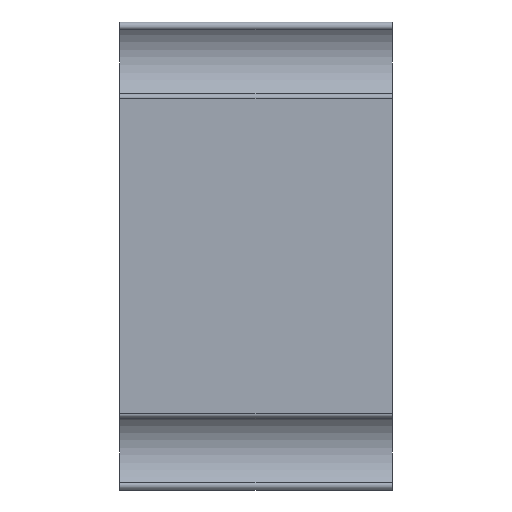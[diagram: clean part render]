
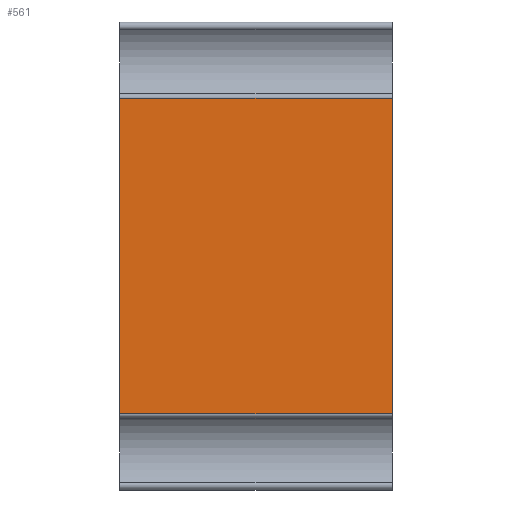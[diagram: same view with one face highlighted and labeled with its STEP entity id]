
A CAD part, front view. The second image highlights one B-rep face of the part: STEP entity #561.
In plain terms, the highlighted planar face has unit normal (0, -1, 0).
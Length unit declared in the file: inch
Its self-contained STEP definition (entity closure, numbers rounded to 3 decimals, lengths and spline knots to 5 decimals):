
#38 = DIRECTION ( 'NONE',  ( -1., 0., 0. ) ) ;
#40 = DIRECTION ( 'NONE',  ( 0., 0., -1. ) ) ;
#48 = CARTESIAN_POINT ( 'NONE',  ( 1.29, -1.105, -0.74653 ) ) ;
#80 = DIRECTION ( 'NONE',  ( -1., 0., 0. ) ) ;
#99 = VERTEX_POINT ( 'NONE', #48 ) ;
#128 = EDGE_CURVE ( 'NONE', #240, #172, #725, .T. ) ;
#172 = VERTEX_POINT ( 'NONE', #1162 ) ;
#181 = CARTESIAN_POINT ( 'NONE',  ( 0., -1.105, 0.74653 ) ) ;
#184 = CARTESIAN_POINT ( 'NONE',  ( 1.29, -1.105, -0.74653 ) ) ;
#196 = EDGE_CURVE ( 'NONE', #99, #422, #282, .T. ) ;
#197 = ORIENTED_EDGE ( 'NONE', *, *, #1197, .F. ) ;
#238 = LINE ( 'NONE', #927, #719 ) ;
#240 = VERTEX_POINT ( 'NONE', #1175 ) ;
#282 = LINE ( 'NONE', #184, #606 ) ;
#289 = CARTESIAN_POINT ( 'NONE',  ( 0., -1.105, -0.74653 ) ) ;
#321 = ORIENTED_EDGE ( 'NONE', *, *, #128, .T. ) ;
#422 = VERTEX_POINT ( 'NONE', #289 ) ;
#438 = PLANE ( 'NONE',  #1135 ) ;
#449 = FACE_OUTER_BOUND ( 'NONE', #1251, .T. ) ;
#541 = DIRECTION ( 'NONE',  ( 0., 0., 1. ) ) ;
#561 = ADVANCED_FACE ( 'NONE', ( #449 ), #438, .F. ) ;
#579 = LINE ( 'NONE', #181, #993 ) ;
#606 = VECTOR ( 'NONE', #80, 39.37008 ) ;
#625 = CARTESIAN_POINT ( 'NONE',  ( 1.29, -1.105, 0.74653 ) ) ;
#669 = EDGE_CURVE ( 'NONE', #172, #422, #579, .T. ) ;
#716 = ORIENTED_EDGE ( 'NONE', *, *, #196, .F. ) ;
#719 = VECTOR ( 'NONE', #40, 39.37008 ) ;
#725 = LINE ( 'NONE', #625, #1166 ) ;
#747 = CARTESIAN_POINT ( 'NONE',  ( 1.29, -1.105, 0.74653 ) ) ;
#823 = ORIENTED_EDGE ( 'NONE', *, *, #669, .T. ) ;
#927 = CARTESIAN_POINT ( 'NONE',  ( 1.29, -1.105, 0.74653 ) ) ;
#993 = VECTOR ( 'NONE', #1261, 39.37008 ) ;
#1135 = AXIS2_PLACEMENT_3D ( 'NONE', #747, #1218, #541 ) ;
#1162 = CARTESIAN_POINT ( 'NONE',  ( 0., -1.105, 0.74653 ) ) ;
#1166 = VECTOR ( 'NONE', #38, 39.37008 ) ;
#1175 = CARTESIAN_POINT ( 'NONE',  ( 1.29, -1.105, 0.74653 ) ) ;
#1197 = EDGE_CURVE ( 'NONE', #240, #99, #238, .T. ) ;
#1218 = DIRECTION ( 'NONE',  ( 0., 1., 0. ) ) ;
#1251 = EDGE_LOOP ( 'NONE', ( #823, #716, #197, #321 ) ) ;
#1261 = DIRECTION ( 'NONE',  ( 0., 0., -1. ) ) ;
